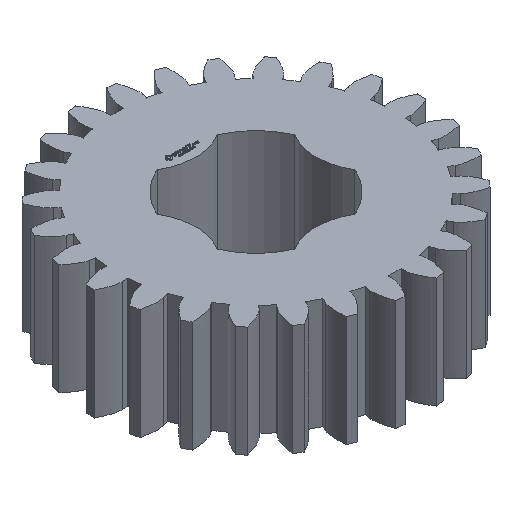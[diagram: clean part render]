
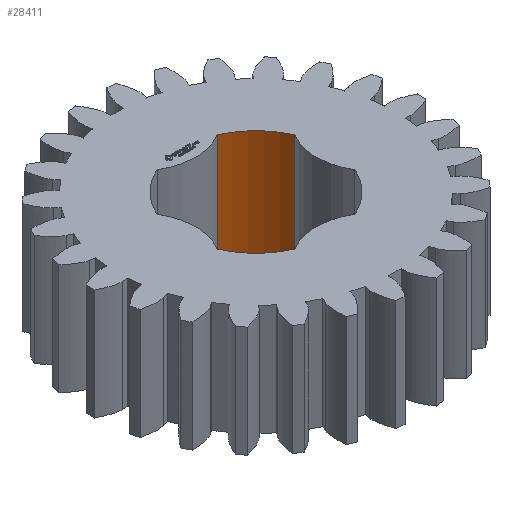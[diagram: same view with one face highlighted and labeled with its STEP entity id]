
A CAD part, isometric view. The second image highlights one B-rep face of the part: STEP entity #28411.
In plain terms, the highlighted cylindrical face has radius 6.35 mm (diameter 12.7 mm), a partial arc.
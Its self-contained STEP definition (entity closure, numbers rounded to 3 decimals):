
#93 = PLANE('',#94);
#94 = AXIS2_PLACEMENT_3D('',#95,#96,#97);
#95 = CARTESIAN_POINT('',(0.,0.,9.375)
  );
#96 = DIRECTION('',(0.,0.,1.));
#97 = DIRECTION('',(1.,0.,0.));
#168 = PLANE('',#169);
#169 = AXIS2_PLACEMENT_3D('',#170,#171,#172);
#170 = CARTESIAN_POINT('',(0.,0.,0.));
#171 = DIRECTION('',(0.,0.,1.));
#172 = DIRECTION('',(1.,0.,0.));
#7646 = VERTEX_POINT('',#7647);
#7647 = CARTESIAN_POINT('',(2.55,5.816,0.));
#7662 = CYLINDRICAL_SURFACE('',#7663,4.9);
#7663 = AXIS2_PLACEMENT_3D('',#7664,#7665,#7666);
#7664 = CARTESIAN_POINT('',(0.,10.,0.));
#7665 = DIRECTION('',(0.,-0.,-1.));
#7666 = DIRECTION('',(0.707,0.707,0.));
#7674 = EDGE_CURVE('',#7675,#7646,#7677,.T.);
#7675 = VERTEX_POINT('',#7676);
#7676 = CARTESIAN_POINT('',(5.816,2.55,0.));
#7677 = SURFACE_CURVE('',#7678,(#7683,#7690),.PCURVE_S1.);
#7678 = CIRCLE('',#7679,6.35);
#7679 = AXIS2_PLACEMENT_3D('',#7680,#7681,#7682);
#7680 = CARTESIAN_POINT('',(0.,0.,0.));
#7681 = DIRECTION('',(0.,-0.,1.));
#7682 = DIRECTION('',(0.707,0.707,0.));
#7683 = PCURVE('',#168,#7684);
#7684 = DEFINITIONAL_REPRESENTATION('',(#7685),#7689);
#7685 = CIRCLE('',#7686,6.35);
#7686 = AXIS2_PLACEMENT_2D('',#7687,#7688);
#7687 = CARTESIAN_POINT('',(0.,0.));
#7688 = DIRECTION('',(0.707,0.707));
#7689 = ( GEOMETRIC_REPRESENTATION_CONTEXT(2) 
PARAMETRIC_REPRESENTATION_CONTEXT() REPRESENTATION_CONTEXT('2D SPACE',''
  ) );
#7690 = PCURVE('',#7691,#7696);
#7691 = CYLINDRICAL_SURFACE('',#7692,6.35);
#7692 = AXIS2_PLACEMENT_3D('',#7693,#7694,#7695);
#7693 = CARTESIAN_POINT('',(0.,0.,0.));
#7694 = DIRECTION('',(0.,-0.,-1.));
#7695 = DIRECTION('',(0.707,0.707,0.));
#7696 = DEFINITIONAL_REPRESENTATION('',(#7697),#7701);
#7697 = LINE('',#7698,#7699);
#7698 = CARTESIAN_POINT('',(-0.,0.));
#7699 = VECTOR('',#7700,1.);
#7700 = DIRECTION('',(-1.,0.));
#7701 = ( GEOMETRIC_REPRESENTATION_CONTEXT(2) 
PARAMETRIC_REPRESENTATION_CONTEXT() REPRESENTATION_CONTEXT('2D SPACE',''
  ) );
#7720 = CYLINDRICAL_SURFACE('',#7721,4.9);
#7721 = AXIS2_PLACEMENT_3D('',#7722,#7723,#7724);
#7722 = CARTESIAN_POINT('',(10.,0.,0.));
#7723 = DIRECTION('',(0.,-0.,-1.));
#7724 = DIRECTION('',(0.707,0.707,0.));
#13098 = VERTEX_POINT('',#13099);
#13099 = CARTESIAN_POINT('',(2.55,5.816,9.375));
#13121 = EDGE_CURVE('',#13122,#13098,#13124,.T.);
#13122 = VERTEX_POINT('',#13123);
#13123 = CARTESIAN_POINT('',(5.816,2.55,9.375));
#13124 = SURFACE_CURVE('',#13125,(#13130,#13137),.PCURVE_S1.);
#13125 = CIRCLE('',#13126,6.35);
#13126 = AXIS2_PLACEMENT_3D('',#13127,#13128,#13129);
#13127 = CARTESIAN_POINT('',(0.,0.,9.375
    ));
#13128 = DIRECTION('',(0.,-0.,1.));
#13129 = DIRECTION('',(0.707,0.707,0.));
#13130 = PCURVE('',#93,#13131);
#13131 = DEFINITIONAL_REPRESENTATION('',(#13132),#13136);
#13132 = CIRCLE('',#13133,6.35);
#13133 = AXIS2_PLACEMENT_2D('',#13134,#13135);
#13134 = CARTESIAN_POINT('',(0.,0.));
#13135 = DIRECTION('',(0.707,0.707));
#13136 = ( GEOMETRIC_REPRESENTATION_CONTEXT(2) 
PARAMETRIC_REPRESENTATION_CONTEXT() REPRESENTATION_CONTEXT('2D SPACE',''
  ) );
#13137 = PCURVE('',#7691,#13138);
#13138 = DEFINITIONAL_REPRESENTATION('',(#13139),#13143);
#13139 = LINE('',#13140,#13141);
#13140 = CARTESIAN_POINT('',(-0.,-9.375));
#13141 = VECTOR('',#13142,1.);
#13142 = DIRECTION('',(-1.,0.));
#13143 = ( GEOMETRIC_REPRESENTATION_CONTEXT(2) 
PARAMETRIC_REPRESENTATION_CONTEXT() REPRESENTATION_CONTEXT('2D SPACE',''
  ) );
#28388 = EDGE_CURVE('',#7675,#13122,#28389,.T.);
#28389 = SURFACE_CURVE('',#28390,(#28394,#28401),.PCURVE_S1.);
#28390 = LINE('',#28391,#28392);
#28391 = CARTESIAN_POINT('',(5.816,2.55,0.));
#28392 = VECTOR('',#28393,1.);
#28393 = DIRECTION('',(0.,0.,1.));
#28394 = PCURVE('',#7720,#28395);
#28395 = DEFINITIONAL_REPRESENTATION('',(#28396),#28400);
#28396 = LINE('',#28397,#28398);
#28397 = CARTESIAN_POINT('',(-1.809,0.));
#28398 = VECTOR('',#28399,1.);
#28399 = DIRECTION('',(-0.,-1.));
#28400 = ( GEOMETRIC_REPRESENTATION_CONTEXT(2) 
PARAMETRIC_REPRESENTATION_CONTEXT() REPRESENTATION_CONTEXT('2D SPACE',''
  ) );
#28401 = PCURVE('',#7691,#28402);
#28402 = DEFINITIONAL_REPRESENTATION('',(#28403),#28407);
#28403 = LINE('',#28404,#28405);
#28404 = CARTESIAN_POINT('',(-5.911,0.));
#28405 = VECTOR('',#28406,1.);
#28406 = DIRECTION('',(-0.,-1.));
#28407 = ( GEOMETRIC_REPRESENTATION_CONTEXT(2) 
PARAMETRIC_REPRESENTATION_CONTEXT() REPRESENTATION_CONTEXT('2D SPACE',''
  ) );
#28411 = ADVANCED_FACE('',(#28412),#7691,.F.);
#28412 = FACE_BOUND('',#28413,.T.);
#28413 = EDGE_LOOP('',(#28414,#28415,#28416,#28437));
#28414 = ORIENTED_EDGE('',*,*,#28388,.T.);
#28415 = ORIENTED_EDGE('',*,*,#13121,.T.);
#28416 = ORIENTED_EDGE('',*,*,#28417,.F.);
#28417 = EDGE_CURVE('',#7646,#13098,#28418,.T.);
#28418 = SURFACE_CURVE('',#28419,(#28423,#28430),.PCURVE_S1.);
#28419 = LINE('',#28420,#28421);
#28420 = CARTESIAN_POINT('',(2.55,5.816,0.));
#28421 = VECTOR('',#28422,1.);
#28422 = DIRECTION('',(0.,0.,1.));
#28423 = PCURVE('',#7691,#28424);
#28424 = DEFINITIONAL_REPRESENTATION('',(#28425),#28429);
#28425 = LINE('',#28426,#28427);
#28426 = CARTESIAN_POINT('',(-6.655,0.));
#28427 = VECTOR('',#28428,1.);
#28428 = DIRECTION('',(-0.,-1.));
#28429 = ( GEOMETRIC_REPRESENTATION_CONTEXT(2) 
PARAMETRIC_REPRESENTATION_CONTEXT() REPRESENTATION_CONTEXT('2D SPACE',''
  ) );
#28430 = PCURVE('',#7662,#28431);
#28431 = DEFINITIONAL_REPRESENTATION('',(#28432),#28436);
#28432 = LINE('',#28433,#28434);
#28433 = CARTESIAN_POINT('',(-4.474,0.));
#28434 = VECTOR('',#28435,1.);
#28435 = DIRECTION('',(-0.,-1.));
#28436 = ( GEOMETRIC_REPRESENTATION_CONTEXT(2) 
PARAMETRIC_REPRESENTATION_CONTEXT() REPRESENTATION_CONTEXT('2D SPACE',''
  ) );
#28437 = ORIENTED_EDGE('',*,*,#7674,.F.);
